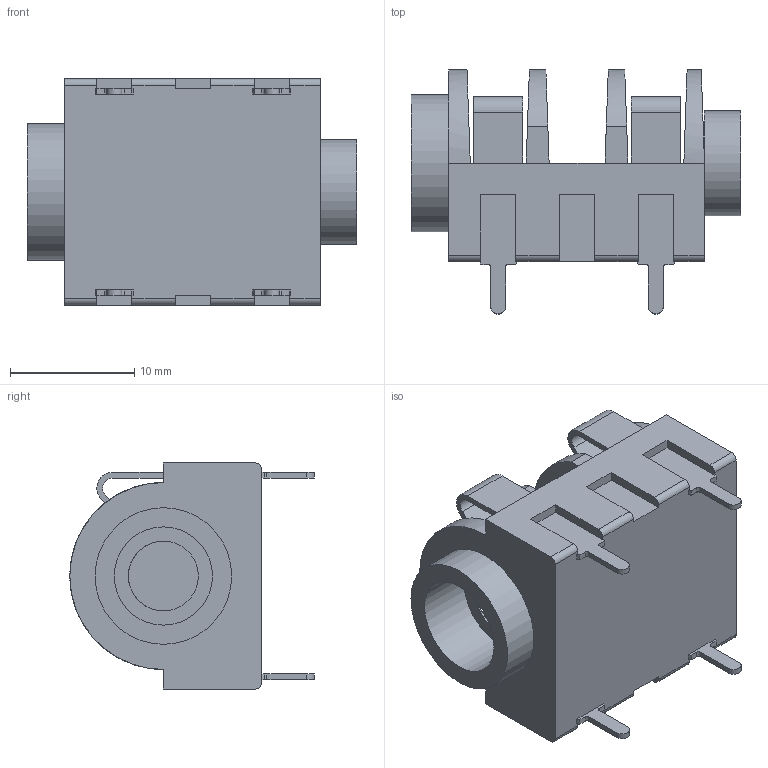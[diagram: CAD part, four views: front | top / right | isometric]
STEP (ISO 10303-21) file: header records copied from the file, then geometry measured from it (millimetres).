
FILE_DESCRIPTION(/* description */ (''),/* implementation_level */ '2;1');
FILE_NAME(/* name */ 'NMJ4HCD2_no_nut.step',/* time_stamp */ '2025-07-24T11:36:44+12:00',/* author */ (''),/* organization */ (''),/* preprocessor_version */ 'ST-DEVELOPER v20.1',/* originating_system */ 'Autodesk Translation Framework v14.10.0.0',/* authorisation */ '');
FILE_SCHEMA (('AUTOMOTIVE_DESIGN { 1 0 10303 214 3 1 1 }'));
Length unit declared in the file: millimetre
Products named in the file (1): 2025-07-24-11-32-05-213
Bounding box: 26.53 x 19.67 x 18.2 mm (x, y, z)
Volume: 3456.9 mm3; surface area: 2807.7 mm2
Topology: 1 solids, 1 shells, 121 faces, 346 edges, 229 vertices
Faces by surface type: plane 87, cylinder 34
Full cylindrical faces by diameter (mm): 5.632 x1, 7.908 x1, 8.43 x1, 11 x1
Entity records: 4122 total; most frequent: CARTESIAN_POINT 697, ORIENTED_EDGE 692, DIRECTION 665, EDGE_CURVE 346, LINE 271, VECTOR 271, VERTEX_POINT 229, AXIS2_PLACEMENT_3D 197
